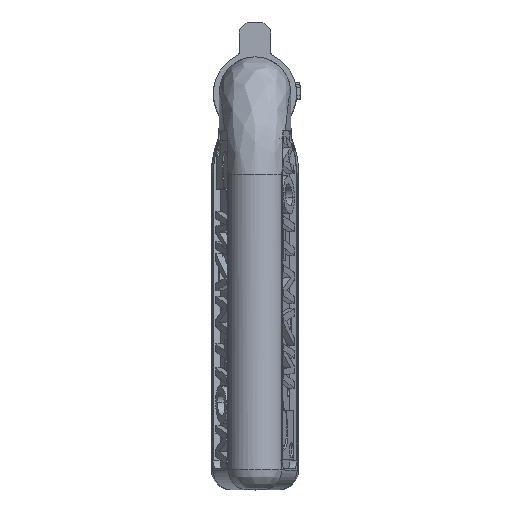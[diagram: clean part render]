
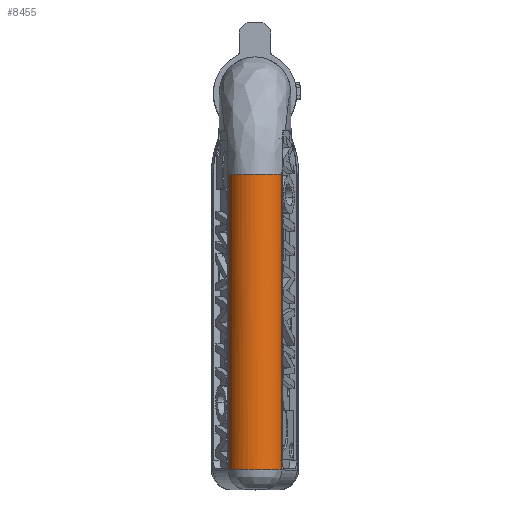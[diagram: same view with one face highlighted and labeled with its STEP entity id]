
A CAD part, top view. The second image highlights one B-rep face of the part: STEP entity #8455.
In plain terms, the highlighted cylindrical face has radius 7 mm (diameter 14 mm), a partial arc.
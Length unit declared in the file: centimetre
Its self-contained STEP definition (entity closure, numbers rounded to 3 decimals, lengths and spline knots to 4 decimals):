
#945=FACE_OUTER_BOUND('',#1450,.T.);
#1450=EDGE_LOOP('',(#7850,#7851,#7852,#7853,#7854));
#1598=CIRCLE('',#8960,0.7);
#1599=CIRCLE('',#8961,0.7);
#1658=CIRCLE('',#9131,0.7);
#2650=LINE('',#19108,#3366);
#2676=LINE('',#19262,#3392);
#3366=VECTOR('',#10771,1.);
#3392=VECTOR('',#10845,1.);
#3962=VERTEX_POINT('',#18208);
#3963=VERTEX_POINT('',#18213);
#3964=VERTEX_POINT('',#18215);
#4139=VERTEX_POINT('',#19107);
#4165=VERTEX_POINT('',#19260);
#5050=EDGE_CURVE('',#3963,#3962,#1598,.T.);
#5051=EDGE_CURVE('',#3964,#3963,#1599,.T.);
#5315=EDGE_CURVE('',#3964,#4139,#2650,.T.);
#5356=EDGE_CURVE('',#4165,#3962,#2676,.T.);
#5430=EDGE_CURVE('',#4139,#4165,#1658,.T.);
#7850=ORIENTED_EDGE('',*,*,#5051,.T.);
#7851=ORIENTED_EDGE('',*,*,#5050,.T.);
#7852=ORIENTED_EDGE('',*,*,#5356,.F.);
#7853=ORIENTED_EDGE('',*,*,#5430,.F.);
#7854=ORIENTED_EDGE('',*,*,#5315,.F.);
#8013=CYLINDRICAL_SURFACE('',#9130,0.7);
#8455=ADVANCED_FACE('',(#945),#8013,.T.);
#8960=AXIS2_PLACEMENT_3D('',#18214,#10350,#10351);
#8961=AXIS2_PLACEMENT_3D('',#18216,#10352,#10353);
#9130=AXIS2_PLACEMENT_3D('',#20166,#10940,#10941);
#9131=AXIS2_PLACEMENT_3D('',#20167,#10942,#10943);
#10350=DIRECTION('center_axis',(0.,0.,-1.));
#10351=DIRECTION('ref_axis',(0.964,0.267,0.));
#10352=DIRECTION('center_axis',(0.,0.,-1.));
#10353=DIRECTION('ref_axis',(0.964,0.267,0.));
#10771=DIRECTION('',(0.,0.,-1.));
#10845=DIRECTION('',(0.,0.,1.));
#10940=DIRECTION('center_axis',(0.,0.,-1.));
#10941=DIRECTION('ref_axis',(0.964,0.267,0.));
#10942=DIRECTION('center_axis',(0.,0.,-1.));
#10943=DIRECTION('ref_axis',(0.,1.,0.));
#18208=CARTESIAN_POINT('',(0.6747,1.2867,-2.0545));
#18213=CARTESIAN_POINT('',(0.,1.8,-2.0545));
#18214=CARTESIAN_POINT('Origin',(0.,1.1,-2.0545));
#18215=CARTESIAN_POINT('',(-0.6747,1.2867,-2.0545));
#18216=CARTESIAN_POINT('Origin',(0.,1.1,-2.0545));
#19107=CARTESIAN_POINT('',(-0.6747,1.2867,-9.5));
#19108=CARTESIAN_POINT('',(-0.6747,1.2867,0.));
#19260=CARTESIAN_POINT('',(0.6747,1.2867,-9.5));
#19262=CARTESIAN_POINT('',(0.6747,1.2867,0.));
#20166=CARTESIAN_POINT('Origin',(0.,1.1,0.));
#20167=CARTESIAN_POINT('Origin',(0.,1.1,-9.5));
